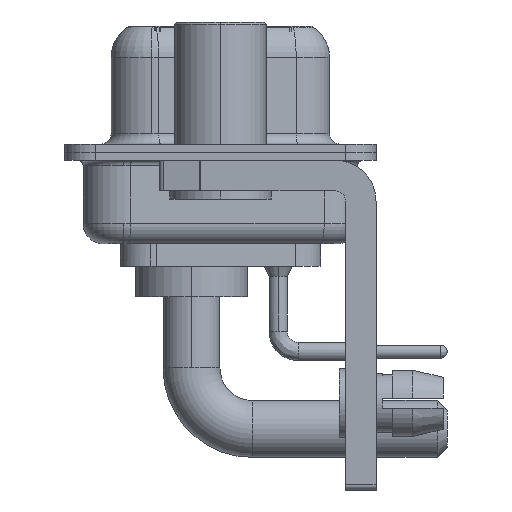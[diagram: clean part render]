
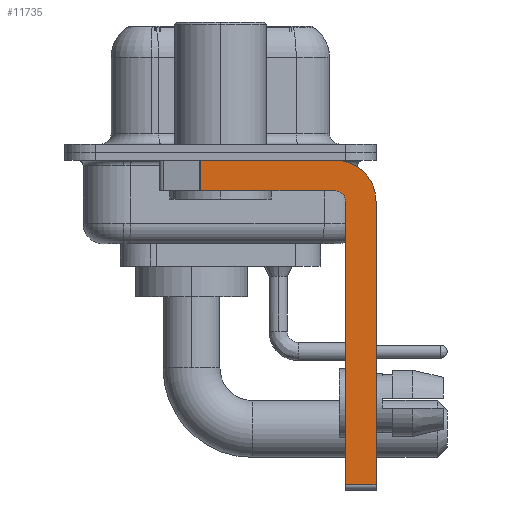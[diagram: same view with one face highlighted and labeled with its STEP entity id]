
A CAD part, left-side view. The second image highlights one B-rep face of the part: STEP entity #11735.
In plain terms, the highlighted planar face has unit normal (-1, 0, 0).
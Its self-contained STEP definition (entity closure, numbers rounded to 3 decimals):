
#260 = EDGE_CURVE ( 'NONE', #8072, #11388, #19210, .T. ) ;
#269 = DIRECTION ( 'NONE',  ( 0., -1., 0. ) ) ;
#346 = EDGE_CURVE ( 'NONE', #18102, #15091, #6051, .T. ) ;
#619 = LINE ( 'NONE', #10381, #18628 ) ;
#645 = EDGE_LOOP ( 'NONE', ( #13580, #22148, #5333, #18836, #3242, #5513, #9205, #14308 ) ) ;
#1125 = CARTESIAN_POINT ( 'NONE',  ( -2.9, -7.65, -2.4 ) ) ;
#1167 = EDGE_CURVE ( 'NONE', #11008, #8072, #16586, .T. ) ;
#2147 = CARTESIAN_POINT ( 'NONE',  ( -2.9, 3., -0.4 ) ) ;
#2526 = VECTOR ( 'NONE', #23102, 1000. ) ;
#2996 = DIRECTION ( 'NONE',  ( 0., -1., 0. ) ) ;
#3006 = CARTESIAN_POINT ( 'NONE',  ( -2.9, -5.65, -2.4 ) ) ;
#3242 = ORIENTED_EDGE ( 'NONE', *, *, #9922, .F. ) ;
#3349 = CIRCLE ( 'NONE', #8144, 0.5 ) ;
#3655 = LINE ( 'NONE', #2147, #14976 ) ;
#4213 = CARTESIAN_POINT ( 'NONE',  ( -2.9, -5.65, -2.4 ) ) ;
#4505 = DIRECTION ( 'NONE',  ( 0., 0., -1. ) ) ;
#4576 = AXIS2_PLACEMENT_3D ( 'NONE', #4213, #17493, #15742 ) ;
#5333 = ORIENTED_EDGE ( 'NONE', *, *, #14741, .F. ) ;
#5513 = ORIENTED_EDGE ( 'NONE', *, *, #23877, .T. ) ;
#5657 = CARTESIAN_POINT ( 'NONE',  ( -2.9, -7.65, -16.35 ) ) ;
#6051 = LINE ( 'NONE', #7804, #6947 ) ;
#6632 = PLANE ( 'NONE',  #8400 ) ;
#6947 = VECTOR ( 'NONE', #20835, 1000. ) ;
#7067 = CARTESIAN_POINT ( 'NONE',  ( -2.9, -5.65, -2.4 ) ) ;
#7347 = CARTESIAN_POINT ( 'NONE',  ( -2.9, 0.978, -0.4 ) ) ;
#7804 = CARTESIAN_POINT ( 'NONE',  ( -2.9, 0.978, -1.9 ) ) ;
#8072 = VERTEX_POINT ( 'NONE', #1125 ) ;
#8144 = AXIS2_PLACEMENT_3D ( 'NONE', #7067, #18604, #12850 ) ;
#8400 = AXIS2_PLACEMENT_3D ( 'NONE', #3006, #14289, #4505 ) ;
#9205 = ORIENTED_EDGE ( 'NONE', *, *, #260, .F. ) ;
#9439 = LINE ( 'NONE', #21344, #2526 ) ;
#9922 = EDGE_CURVE ( 'NONE', #12871, #15759, #15005, .T. ) ;
#10381 = CARTESIAN_POINT ( 'NONE',  ( -2.9, -5.65, -16.35 ) ) ;
#11008 = VERTEX_POINT ( 'NONE', #18827 ) ;
#11388 = VERTEX_POINT ( 'NONE', #5657 ) ;
#11735 = ADVANCED_FACE ( 'NONE', ( #23800 ), #6632, .F. ) ;
#11742 = CARTESIAN_POINT ( 'NONE',  ( -2.9, -6.15, -16.35 ) ) ;
#11871 = CARTESIAN_POINT ( 'NONE',  ( -2.9, -6.15, -2.4 ) ) ;
#12556 = VECTOR ( 'NONE', #17086, 1000. ) ;
#12850 = DIRECTION ( 'NONE',  ( 0., 0., 1. ) ) ;
#12871 = VERTEX_POINT ( 'NONE', #11742 ) ;
#13580 = ORIENTED_EDGE ( 'NONE', *, *, #15322, .F. ) ;
#14289 = DIRECTION ( 'NONE',  ( 1., 0., 0. ) ) ;
#14308 = ORIENTED_EDGE ( 'NONE', *, *, #1167, .F. ) ;
#14741 = EDGE_CURVE ( 'NONE', #16497, #15091, #9439, .T. ) ;
#14763 = CARTESIAN_POINT ( 'NONE',  ( -2.9, -6.15, -16.6 ) ) ;
#14976 = VECTOR ( 'NONE', #269, 1000. ) ;
#15005 = LINE ( 'NONE', #14763, #21610 ) ;
#15091 = VERTEX_POINT ( 'NONE', #24437 ) ;
#15322 = EDGE_CURVE ( 'NONE', #18102, #11008, #3655, .T. ) ;
#15742 = DIRECTION ( 'NONE',  ( 0., 0., -1. ) ) ;
#15759 = VERTEX_POINT ( 'NONE', #11871 ) ;
#16497 = VERTEX_POINT ( 'NONE', #24315 ) ;
#16586 = CIRCLE ( 'NONE', #4576, 2. ) ;
#17086 = DIRECTION ( 'NONE',  ( 0., 0., -1. ) ) ;
#17493 = DIRECTION ( 'NONE',  ( 1., 0., 0. ) ) ;
#18102 = VERTEX_POINT ( 'NONE', #7347 ) ;
#18604 = DIRECTION ( 'NONE',  ( -1., 0., 0. ) ) ;
#18628 = VECTOR ( 'NONE', #2996, 1000. ) ;
#18827 = CARTESIAN_POINT ( 'NONE',  ( -2.9, -5.65, -0.4 ) ) ;
#18836 = ORIENTED_EDGE ( 'NONE', *, *, #21263, .F. ) ;
#19087 = CARTESIAN_POINT ( 'NONE',  ( -2.9, -7.65, -2.4 ) ) ;
#19210 = LINE ( 'NONE', #19087, #12556 ) ;
#20396 = DIRECTION ( 'NONE',  ( 0., 0., 1. ) ) ;
#20835 = DIRECTION ( 'NONE',  ( 0., 0., -1. ) ) ;
#21263 = EDGE_CURVE ( 'NONE', #15759, #16497, #3349, .T. ) ;
#21344 = CARTESIAN_POINT ( 'NONE',  ( -2.9, -5.65, -1.9 ) ) ;
#21610 = VECTOR ( 'NONE', #20396, 1000. ) ;
#22148 = ORIENTED_EDGE ( 'NONE', *, *, #346, .T. ) ;
#23102 = DIRECTION ( 'NONE',  ( 0., 1., 0. ) ) ;
#23800 = FACE_OUTER_BOUND ( 'NONE', #645, .T. ) ;
#23877 = EDGE_CURVE ( 'NONE', #12871, #11388, #619, .T. ) ;
#24315 = CARTESIAN_POINT ( 'NONE',  ( -2.9, -5.65, -1.9 ) ) ;
#24437 = CARTESIAN_POINT ( 'NONE',  ( -2.9, 0.978, -1.9 ) ) ;
